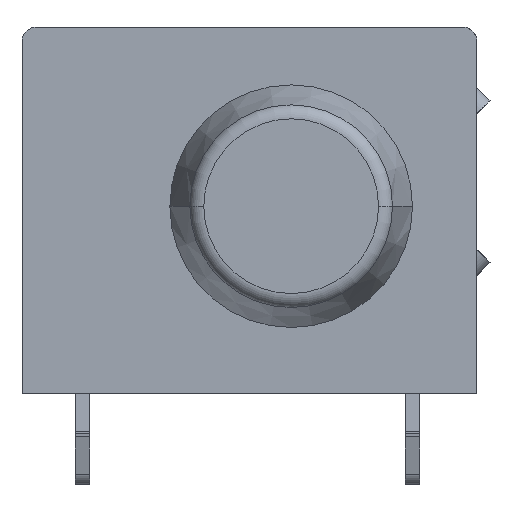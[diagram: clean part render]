
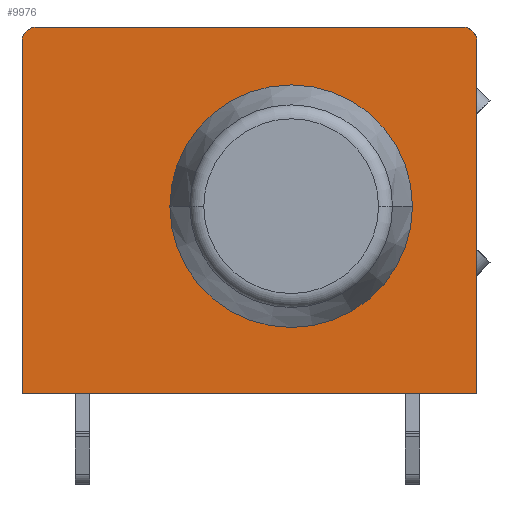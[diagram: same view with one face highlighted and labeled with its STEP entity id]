
A CAD part, left-side view. The second image highlights one B-rep face of the part: STEP entity #9976.
In plain terms, the highlighted face is planar.
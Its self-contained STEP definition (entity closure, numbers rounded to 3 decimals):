
#6821 = VERTEX_POINT('',#6822);
#6822 = CARTESIAN_POINT('',(-4.2,0.,-29.55));
#6828 = EDGE_CURVE('',#6829,#6821,#6831,.T.);
#6829 = VERTEX_POINT('',#6830);
#6830 = CARTESIAN_POINT('',(4.2,0.,-29.55));
#6831 = CIRCLE('',#6832,4.2);
#6832 = AXIS2_PLACEMENT_3D('',#6833,#6834,#6835);
#6833 = CARTESIAN_POINT('',(0.,0.,-29.55));
#6834 = DIRECTION('',(0.,-0.,1.));
#6835 = DIRECTION('',(1.,0.,0.));
#9289 = VERTEX_POINT('',#9290);
#9290 = CARTESIAN_POINT('',(-6.43,5.7,-29.55));
#9296 = EDGE_CURVE('',#9297,#9289,#9299,.T.);
#9297 = VERTEX_POINT('',#9298);
#9298 = CARTESIAN_POINT('',(-6.43,-6.5,-29.55));
#9299 = LINE('',#9300,#9301);
#9300 = CARTESIAN_POINT('',(-6.43,-6.5,-29.55));
#9301 = VECTOR('',#9302,1.);
#9302 = DIRECTION('',(0.,1.,0.));
#9334 = EDGE_CURVE('',#9335,#9337,#9339,.T.);
#9335 = VERTEX_POINT('',#9336);
#9336 = CARTESIAN_POINT('',(9.32,5.7,-29.55));
#9337 = VERTEX_POINT('',#9338);
#9338 = CARTESIAN_POINT('',(9.32,-6.5,-29.55));
#9339 = LINE('',#9340,#9341);
#9340 = CARTESIAN_POINT('',(9.32,-6.5,-29.55));
#9341 = VECTOR('',#9342,1.);
#9342 = DIRECTION('',(-0.,-1.,-0.));
#9397 = EDGE_CURVE('',#9337,#9297,#9398,.T.);
#9398 = LINE('',#9399,#9400);
#9399 = CARTESIAN_POINT('',(-6.43,-6.5,-29.55));
#9400 = VECTOR('',#9401,1.);
#9401 = DIRECTION('',(-1.,0.,-0.));
#9953 = EDGE_CURVE('',#6821,#6829,#9954,.T.);
#9954 = CIRCLE('',#9955,4.2);
#9955 = AXIS2_PLACEMENT_3D('',#9956,#9957,#9958);
#9956 = CARTESIAN_POINT('',(0.,0.,-29.55));
#9957 = DIRECTION('',(0.,-0.,1.));
#9958 = DIRECTION('',(1.,0.,0.));
#9976 = ADVANCED_FACE('',(#9977,#9981),#10010,.T.);
#9977 = FACE_BOUND('',#9978,.T.);
#9978 = EDGE_LOOP('',(#9979,#9980));
#9979 = ORIENTED_EDGE('',*,*,#6828,.T.);
#9980 = ORIENTED_EDGE('',*,*,#9953,.T.);
#9981 = FACE_BOUND('',#9982,.T.);
#9982 = EDGE_LOOP('',(#9983,#9984,#9993,#10001,#10008,#10009));
#9983 = ORIENTED_EDGE('',*,*,#9296,.T.);
#9984 = ORIENTED_EDGE('',*,*,#9985,.T.);
#9985 = EDGE_CURVE('',#9289,#9986,#9988,.T.);
#9986 = VERTEX_POINT('',#9987);
#9987 = CARTESIAN_POINT('',(-5.93,6.2,-29.55));
#9988 = CIRCLE('',#9989,0.5);
#9989 = AXIS2_PLACEMENT_3D('',#9990,#9991,#9992);
#9990 = CARTESIAN_POINT('',(-5.93,5.7,-29.55));
#9991 = DIRECTION('',(0.,0.,-1.));
#9992 = DIRECTION('',(-1.,0.,0.));
#9993 = ORIENTED_EDGE('',*,*,#9994,.T.);
#9994 = EDGE_CURVE('',#9986,#9995,#9997,.T.);
#9995 = VERTEX_POINT('',#9996);
#9996 = CARTESIAN_POINT('',(8.82,6.2,-29.55));
#9997 = LINE('',#9998,#9999);
#9998 = CARTESIAN_POINT('',(-6.43,6.2,-29.55));
#9999 = VECTOR('',#10000,1.);
#10000 = DIRECTION('',(1.,0.,0.));
#10001 = ORIENTED_EDGE('',*,*,#10002,.T.);
#10002 = EDGE_CURVE('',#9995,#9335,#10003,.T.);
#10003 = CIRCLE('',#10004,0.5);
#10004 = AXIS2_PLACEMENT_3D('',#10005,#10006,#10007);
#10005 = CARTESIAN_POINT('',(8.82,5.7,-29.55));
#10006 = DIRECTION('',(0.,0.,-1.));
#10007 = DIRECTION('',(-1.,0.,0.));
#10008 = ORIENTED_EDGE('',*,*,#9334,.T.);
#10009 = ORIENTED_EDGE('',*,*,#9397,.T.);
#10010 = PLANE('',#10011);
#10011 = AXIS2_PLACEMENT_3D('',#10012,#10013,#10014);
#10012 = CARTESIAN_POINT('',(0.,0.,-29.55));
#10013 = DIRECTION('',(0.,0.,-1.));
#10014 = DIRECTION('',(-1.,0.,-0.));
